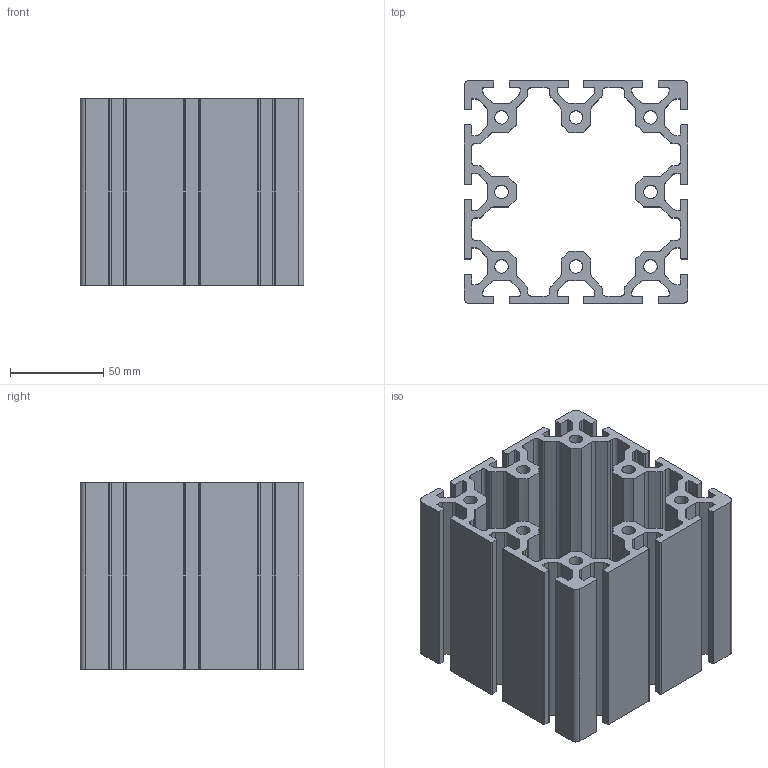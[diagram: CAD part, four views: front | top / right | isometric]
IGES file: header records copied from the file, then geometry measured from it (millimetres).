
Global section: file name: 101212; native system: Autodesk Inventor 2016; preprocessor: unknown; author: Roudná,; organization: 11; date: 20180429.152022; units: millimetre
Bounding box: 120 x 120 x 100 mm (x, y, z)
Volume: 392998.9 mm3; surface area: 176258.4 mm2
Topology: 1 solids, 1 shells, 378 faces, 1136 edges, 760 vertices
Faces by surface type: bspline 378
